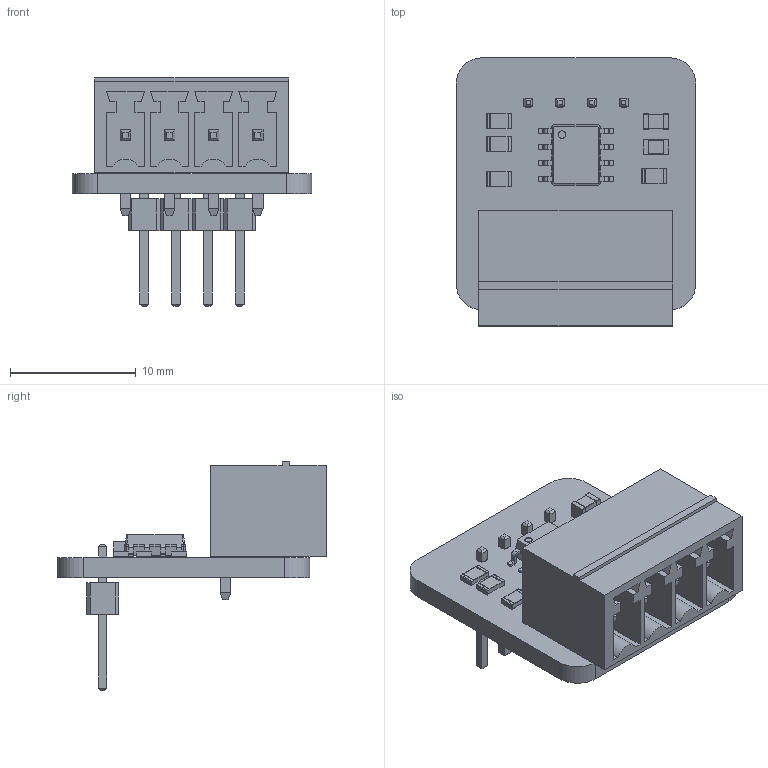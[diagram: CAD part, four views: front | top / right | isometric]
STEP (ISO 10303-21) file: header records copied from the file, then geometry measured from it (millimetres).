
FILE_DESCRIPTION(('KiCad electronic assembly'),'2;1');
FILE_NAME('connector_board_w_parts.step','2020-07-31T12:51:03',( 'An Author'),('A Company'),'Open CASCADE STEP processor 6.9', 'KiCad to STEP converter','Unknown');
FILE_SCHEMA(('AUTOMOTIVE_DESIGN { 1 0 10303 214 1 1 1 1 }'));
Length unit declared in the file: millimetre
Products named in the file (12): Open CASCADE STEP translator 6.9 1; PhoenixContact_MC_1,5_4-G-3.5_1x04_P3.50mm_Horizontal; SOLID; PinHeader_1x04_P2.54mm_Vertical; SOIC-8-1EP_3.9x4.9mm_P1.27mm_EP2.35x2.35mm; R_0805_2012Metric; C_0805_2012Metric; COMPOUND
Assembly tree (15 placements, depth 3):
  Open CASCADE STEP translator 6.9 1
    PhoenixContact_MC_1,5_4-G-3.5_1x04_P3.50mm_Horizontal
      SOLID
    PinHeader_1x04_P2.54mm_Vertical
      SOLID
    SOIC-8-1EP_3.9x4.9mm_P1.27mm_EP2.35x2.35mm
      SOLID
    R_0805_2012Metric  x4
      SOLID
    C_0805_2012Metric  x2
      SOLID
    COMPOUND
Bounding box: 19 x 21.3 x 18.12 mm (x, y, z)
Volume: 1353.4 mm3; surface area: 2556.7 mm2
Topology: 10 solids, 10 shells, 581 faces, 1469 edges, 934 vertices
Faces by surface type: plane 444, cylinder 105, bspline 32
Full cylindrical faces by diameter (mm): 0.6 x1, 0.762 x4, 1.2 x4
Entity records: 33136 total; most frequent: CARTESIAN_POINT 5542, DIRECTION 4482, LINE 3207, VECTOR 3207, ORIENTED_EDGE 2386, PCURVE 2386, DEFINITIONAL_REPRESENTATION 2386, EDGE_CURVE 1193
